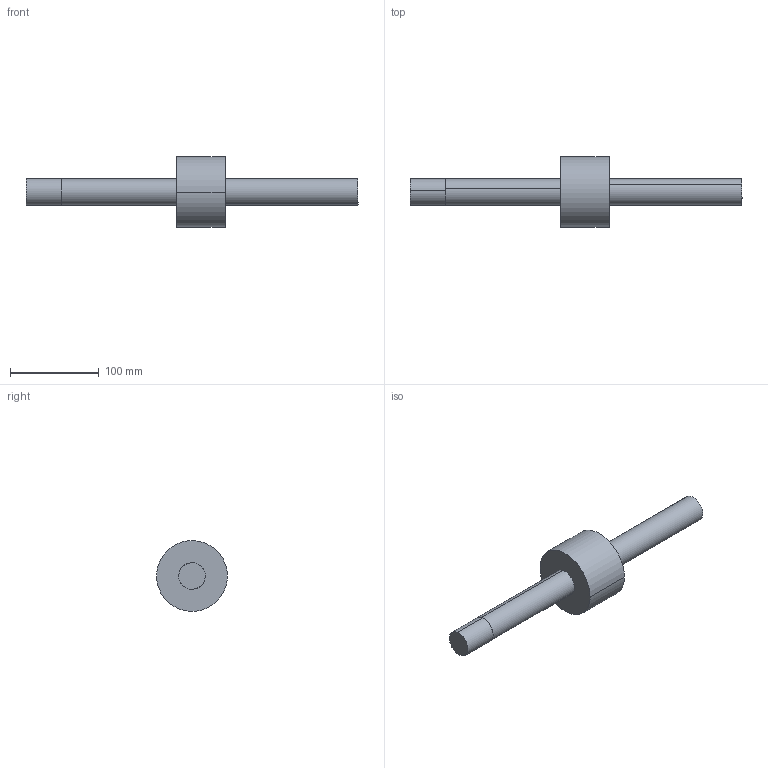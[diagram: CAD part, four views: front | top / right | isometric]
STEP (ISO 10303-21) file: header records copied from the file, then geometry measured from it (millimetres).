
FILE_DESCRIPTION(/* description */ (''),/* implementation_level */ '2;1');
FILE_NAME(/* name */ 'Garnier limbs',/* time_stamp */ '2022-09-06T11:06:20+02:00',/* author */ (''),/* organization */ (''),/* preprocessor_version */ 'ST-DEVELOPER v16.5',/* originating_system */ 'Rhino 7.21',/* authorisation */ '');
FILE_SCHEMA (('CONFIG_CONTROL_DESIGN'));
Length unit declared in the file: centimetre
Products named in the file (1): Document
Bounding box: 375 x 80 x 79.93 mm (x, y, z)
Volume: 502956 mm3; surface area: 58307.3 mm2
Topology: 4 solids, 4 shells, 16 faces, 24 edges, 16 vertices
Faces by surface type: cylinder 8, plane 8
Entity records: 412 total; most frequent: CARTESIAN_POINT 130, ORIENTED_EDGE 48, EDGE_CURVE 24, DIRECTION 20, AXIS2_PLACEMENT_3D 18, ADVANCED_FACE 16, FACE_OUTER_BOUND 16, EDGE_LOOP 16
